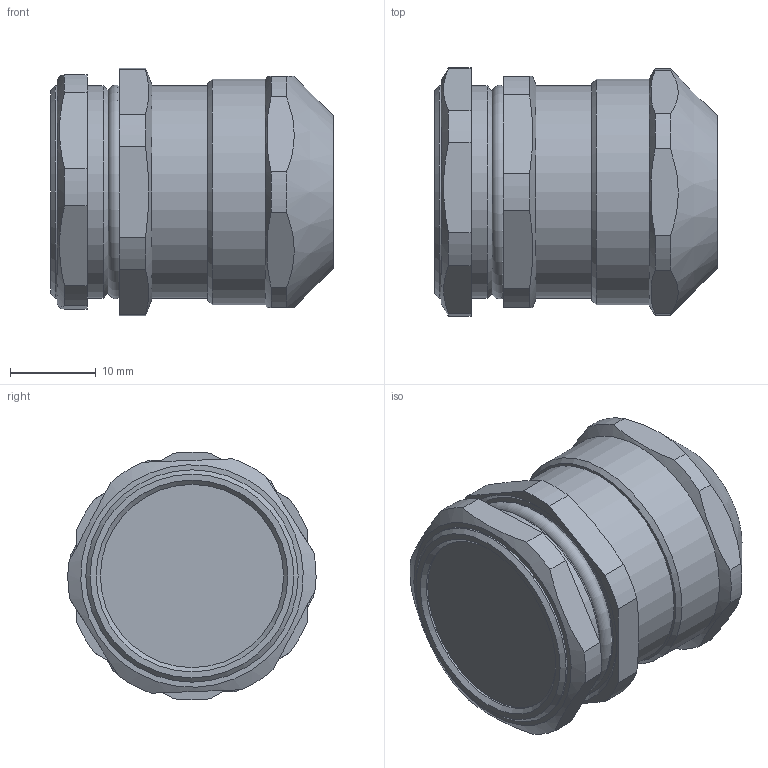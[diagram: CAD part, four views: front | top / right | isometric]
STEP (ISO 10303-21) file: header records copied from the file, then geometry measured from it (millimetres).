
FILE_DESCRIPTION(/* description */ (''),/* implementation_level */ '2;1');
FILE_NAME(/* name */ 'ЗЭТАРУС ВК1-ЛС-М25-16-L8.stp',/* time_stamp */ '2022-04-25T10:02:55+07:00',/* author */ ('zeta-09'),/* organization */ (''),/* preprocessor_version */ 'ST-DEVELOPER v18.1',/* originating_system */ 'Autodesk Inventor 2021',/* authorisation */ '');
FILE_SCHEMA (('AUTOMOTIVE_DESIGN { 1 0 10303 214 3 1 1 }'));
Length unit declared in the file: millimetre
Products named in the file (1): Деталь1
Bounding box: 33 x 29 x 28.96 mm (x, y, z)
Volume: 16842 mm3; surface area: 4297.3 mm2
Topology: 1 solids, 1 shells, 63 faces, 154 edges, 101 vertices
Faces by surface type: plane 28, cylinder 24, cone 9, torus 2
Full cylindrical faces by diameter (mm): 16.5 x1, 21.4 x1, 24.8 x3, 26.4 x1
Entity records: 1969 total; most frequent: CARTESIAN_POINT 369, DIRECTION 323, ORIENTED_EDGE 308, EDGE_CURVE 154, AXIS2_PLACEMENT_3D 130, VERTEX_POINT 101, EDGE_LOOP 71, CIRCLE 66
